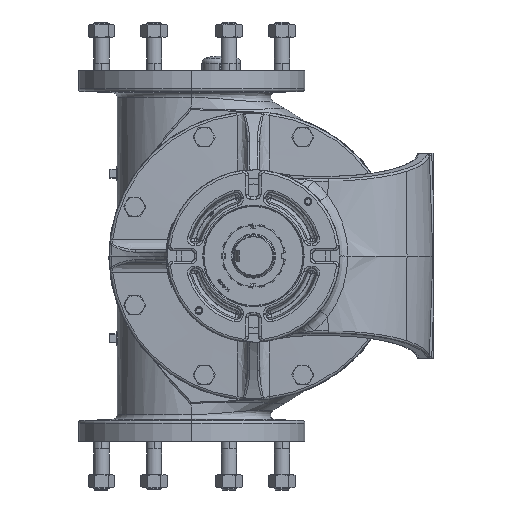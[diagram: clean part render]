
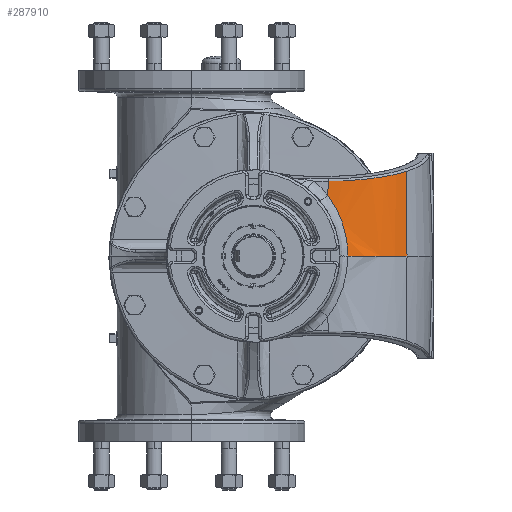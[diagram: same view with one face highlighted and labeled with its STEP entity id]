
A CAD part, left-side view. The second image highlights one B-rep face of the part: STEP entity #287910.
In plain terms, the highlighted free-form (B-spline) face has degree [1, 3] with [2, 4] control points.
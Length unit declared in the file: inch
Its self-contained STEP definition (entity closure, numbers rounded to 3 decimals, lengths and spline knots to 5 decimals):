
#1345 = CARTESIAN_POINT ( 'NONE',  ( -12.10908, -6.80637, 3.94325 ) ) ;
#2184 = CARTESIAN_POINT ( 'NONE',  ( -13.28693, -3.76719, 2.74713 ) ) ;
#2460 = CARTESIAN_POINT ( 'NONE',  ( -13.20282, -4.36745, 3.65723 ) ) ;
#3310 = CARTESIAN_POINT ( 'NONE',  ( -13.28565, -4.54632, 0.66072 ) ) ;
#7859 = VECTOR ( 'NONE', #33225, 39.37008 ) ;
#14071 = CARTESIAN_POINT ( 'NONE',  ( -13.3033, -4.58736, 0. ) ) ;
#14620 = B_SPLINE_CURVE_WITH_KNOTS ( 'NONE', 3,
 ( #53312, #260563, #2184, #183497, #28297, #209525, #54422, #235507, #80471, #261676, #106529, #287851, #132512, #313941, #158583, #3310, #184611, #29436, #210655, #55520 ),
 .UNSPECIFIED., .F., .F.,
 ( 4, 2, 2, 2, 2, 2, 2, 2, 2, 4 ),
 ( 0., 0.0101, 0.01515, 0.0202, 0.0404, 0.04545, 0.0505, 0.0606, 0.07069, 0.08079 ),
 .UNSPECIFIED. ) ;
#17664 = EDGE_CURVE ( 'NONE', #255883, #243467, #99819, .T. ) ;
#24442 = CARTESIAN_POINT ( 'NONE',  ( -13.24369, -5.12006, 4.13462 ) ) ;
#26147 = ORIENTED_EDGE ( 'NONE', *, *, #295996, .T. ) ;
#27440 = CARTESIAN_POINT ( 'NONE',  ( -12.43049, -6.37797, 3.8592 ) ) ;
#28297 = CARTESIAN_POINT ( 'NONE',  ( -13.28971, -3.90636, 2.5213 ) ) ;
#28566 = CARTESIAN_POINT ( 'NONE',  ( -13.23542, -4.09417, 3.6487 ) ) ;
#29436 = CARTESIAN_POINT ( 'NONE',  ( -13.29406, -4.58265, 0.26504 ) ) ;
#33225 = DIRECTION ( 'NONE',  ( 0.037, -0.033, 0.999 ) ) ;
#33856 =( BOUNDED_SURFACE ( )  B_SPLINE_SURFACE ( 1, 3, ( 
 ( #178522, #308940, #153600, #334987 ),
 ( #179615, #24442, #205636, #50543 ) ),
 .UNSPECIFIED., .F., .F., .F. ) 
 B_SPLINE_SURFACE_WITH_KNOTS ( ( 2, 2 ),
 ( 4, 4 ),
 ( 0., 1. ),
 ( 0., 1. ),
 .UNSPECIFIED. ) 
 GEOMETRIC_REPRESENTATION_ITEM ( )  RATIONAL_B_SPLINE_SURFACE ( (
 ( 1., 0.937, 0.937, 1.),
 ( 1., 0.937, 0.937, 1.) ) ) 
 REPRESENTATION_ITEM ( '' )  SURFACE ( )  );
#34307 = CARTESIAN_POINT ( 'NONE',  ( -13.20484, -3.68099, 5. ) ) ;
#37608 = CARTESIAN_POINT ( 'NONE',  ( -11.67274, -7.46265, 0. ) ) ;
#38593 = VERTEX_POINT ( 'NONE', #14071 ) ;
#38896 = EDGE_CURVE ( 'NONE', #243467, #158533, #99532, .T. ) ;
#49681 = FACE_OUTER_BOUND ( 'NONE', #67859, .T. ) ;
#50543 = CARTESIAN_POINT ( 'NONE',  ( -11.4703, -7.43413, 4.13462 ) ) ;
#50759 = CARTESIAN_POINT ( 'NONE',  ( -11.4715, -7.4343, 4.10996 ) ) ;
#53312 = CARTESIAN_POINT ( 'NONE',  ( -13.27969, -3.6136, 2.96318 ) ) ;
#53575 = CARTESIAN_POINT ( 'NONE',  ( -12.61722, -6.07035, 3.81037 ) ) ;
#54179 = CARTESIAN_POINT ( 'NONE',  ( -13.25468, -3.63611, 3.64366 ) ) ;
#54422 = CARTESIAN_POINT ( 'NONE',  ( -13.29021, -4.00327, 2.34821 ) ) ;
#54689 = CARTESIAN_POINT ( 'NONE',  ( -13.25263, -3.81957, 3.6442 ) ) ;
#55488 = CARTESIAN_POINT ( 'NONE',  ( -13.25468, -3.63611, 3.64366 ) ) ;
#55520 = CARTESIAN_POINT ( 'NONE',  ( -13.3033, -4.58736, 0. ) ) ;
#57668 = DIRECTION ( 'NONE',  ( 0., 0., 1. ) ) ;
#60211 = VERTEX_POINT ( 'NONE', #55488 ) ;
#67859 = EDGE_LOOP ( 'NONE', ( #163436, #237260, #151576, #217849, #174206, #26147 ) ) ;
#68719 = LINE ( 'NONE', #34307, #7859 ) ;
#78507 = CARTESIAN_POINT ( 'NONE',  ( -11.60765, -7.31876, 4.07436 ) ) ;
#79615 = CARTESIAN_POINT ( 'NONE',  ( -12.74502, -5.82955, 3.77695 ) ) ;
#80471 = CARTESIAN_POINT ( 'NONE',  ( -13.28643, -4.25671, 1.81213 ) ) ;
#80761 = CARTESIAN_POINT ( 'NONE',  ( -13.25468, -3.63611, 3.64367 ) ) ;
#89923 = CARTESIAN_POINT ( 'NONE',  ( -11.42793, -7.42816, 5. ) ) ;
#90522 = EDGE_CURVE ( 'NONE', #158533, #60211, #113976, .T. ) ;
#99532 = B_SPLINE_CURVE_WITH_KNOTS ( 'NONE', 3,
 ( #259718, #310822, #78507, #104551, #285887, #130564, #311951, #156596, #1345, #182654, #27440, #208660, #53575, #234656, #79615, #260832, #105671, #286983, #131643, #313091, #157720, #2460, #183768, #28566, #209785, #54689, #235795, #80761 ),
 .UNSPECIFIED., .F., .F.,
 ( 4, 2, 2, 2, 2, 2, 2, 2, 2, 2, 2, 2, 2, 4 ),
 ( 0.08057, 0.08745, 0.0909, 0.09434, 0.10812, 0.1219, 0.12879, 0.13568, 0.14946, 0.16323, 0.17012, 0.17701, 0.1839, 0.19079 ),
 .UNSPECIFIED. ) ;
#99819 = LINE ( 'NONE', #89923, #237508 ) ;
#101825 = CARTESIAN_POINT ( 'NONE',  ( -13.25468, -3.63611, 3.64366 ) ) ;
#102190 = AXIS2_PLACEMENT_3D ( 'NONE', #212769, #57668, #238767 ) ;
#104551 = CARTESIAN_POINT ( 'NONE',  ( -11.70683, -7.22732, 4.04843 ) ) ;
#105671 = CARTESIAN_POINT ( 'NONE',  ( -12.92944, -5.416, 3.72872 ) ) ;
#106529 = CARTESIAN_POINT ( 'NONE',  ( -13.28356, -4.37946, 1.4339 ) ) ;
#113976 = B_SPLINE_CURVE_WITH_KNOTS ( 'NONE', 3,
 ( #183270, #101825, #54179, #235285 ),
 .UNSPECIFIED., .F., .F.,
 ( 4, 4 ),
 ( 0., 0. ),
 .UNSPECIFIED. ) ;
#114863 = DIRECTION ( 'NONE',  ( 0.049, 0.007, 0.999 ) ) ;
#130564 = CARTESIAN_POINT ( 'NONE',  ( -11.80397, -7.13355, 4.02303 ) ) ;
#131643 = CARTESIAN_POINT ( 'NONE',  ( -13.09586, -4.90156, 3.6852 ) ) ;
#132512 = CARTESIAN_POINT ( 'NONE',  ( -13.28273, -4.43245, 1.24278 ) ) ;
#135298 = EDGE_CURVE ( 'NONE', #38593, #255883, #336454, .T. ) ;
#140196 = EDGE_CURVE ( 'NONE', #314410, #60211, #68719, .T. ) ;
#151576 = ORIENTED_EDGE ( 'NONE', *, *, #38896, .T. ) ;
#153600 = CARTESIAN_POINT ( 'NONE',  ( -12.82625, -6.44223, 0. ) ) ;
#155991 = CARTESIAN_POINT ( 'NONE',  ( -13.27969, -3.6136, 2.96318 ) ) ;
#156596 = CARTESIAN_POINT ( 'NONE',  ( -11.99184, -6.94108, 3.9739 ) ) ;
#157720 = CARTESIAN_POINT ( 'NONE',  ( -13.17281, -4.54736, 3.66508 ) ) ;
#158533 = VERTEX_POINT ( 'NONE', #309240 ) ;
#158583 = CARTESIAN_POINT ( 'NONE',  ( -13.28304, -4.50485, 0.92118 ) ) ;
#163436 = ORIENTED_EDGE ( 'NONE', *, *, #135298, .T. ) ;
#174206 = ORIENTED_EDGE ( 'NONE', *, *, #140196, .F. ) ;
#178522 = CARTESIAN_POINT ( 'NONE',  ( -13.3878, -3.48892, 0. ) ) ;
#179615 = CARTESIAN_POINT ( 'NONE',  ( -13.23658, -3.6265, 4.13462 ) ) ;
#182654 = CARTESIAN_POINT ( 'NONE',  ( -12.32841, -6.52481, 3.88589 ) ) ;
#183270 = CARTESIAN_POINT ( 'NONE',  ( -13.25468, -3.63611, 3.64367 ) ) ;
#183497 = CARTESIAN_POINT ( 'NONE',  ( -13.28924, -3.8724, 2.57833 ) ) ;
#183768 = CARTESIAN_POINT ( 'NONE',  ( -13.2154, -4.27652, 3.65394 ) ) ;
#184611 = CARTESIAN_POINT ( 'NONE',  ( -13.28779, -4.56193, 0.5295 ) ) ;
#205636 = CARTESIAN_POINT ( 'NONE',  ( -12.61518, -6.47496, 4.13462 ) ) ;
#208660 = CARTESIAN_POINT ( 'NONE',  ( -12.57199, -6.14842, 3.8222 ) ) ;
#209525 = CARTESIAN_POINT ( 'NONE',  ( -13.29019, -3.97178, 2.40627 ) ) ;
#209785 = CARTESIAN_POINT ( 'NONE',  ( -13.24287, -4.00268, 3.64676 ) ) ;
#210655 = CARTESIAN_POINT ( 'NONE',  ( -13.29816, -4.58769, 0.13259 ) ) ;
#212769 = CARTESIAN_POINT ( 'NONE',  ( -8.3, -3.65, 0. ) ) ;
#217849 = ORIENTED_EDGE ( 'NONE', *, *, #90522, .T. ) ;
#234656 = CARTESIAN_POINT ( 'NONE',  ( -12.70369, -5.91102, 3.78776 ) ) ;
#235285 = CARTESIAN_POINT ( 'NONE',  ( -13.25468, -3.63611, 3.64366 ) ) ;
#235507 = CARTESIAN_POINT ( 'NONE',  ( -13.28948, -4.15471, 2.05519 ) ) ;
#235795 = CARTESIAN_POINT ( 'NONE',  ( -13.25494, -3.7279, 3.6436 ) ) ;
#237260 = ORIENTED_EDGE ( 'NONE', *, *, #17664, .T. ) ;
#237508 = VECTOR ( 'NONE', #114863, 39.37008 ) ;
#238767 = DIRECTION ( 'NONE',  ( 1., 0., 0. ) ) ;
#243467 = VERTEX_POINT ( 'NONE', #50759 ) ;
#255883 = VERTEX_POINT ( 'NONE', #37608 ) ;
#259718 = CARTESIAN_POINT ( 'NONE',  ( -11.4715, -7.4343, 4.10996 ) ) ;
#260563 = CARTESIAN_POINT ( 'NONE',  ( -13.2842, -3.69264, 2.85668 ) ) ;
#260832 = CARTESIAN_POINT ( 'NONE',  ( -12.86144, -5.58333, 3.7465 ) ) ;
#261676 = CARTESIAN_POINT ( 'NONE',  ( -13.28399, -4.36003, 1.49737 ) ) ;
#285887 = CARTESIAN_POINT ( 'NONE',  ( -11.73957, -7.19629, 4.03987 ) ) ;
#286983 = CARTESIAN_POINT ( 'NONE',  ( -13.04665, -5.07511, 3.69807 ) ) ;
#287851 = CARTESIAN_POINT ( 'NONE',  ( -13.28293, -4.41565, 1.30666 ) ) ;
#287910 = ADVANCED_FACE ( 'NONE', ( #49681 ), #33856, .F. ) ;
#295996 = EDGE_CURVE ( 'NONE', #314410, #38593, #14620, .T. ) ;
#308940 = CARTESIAN_POINT ( 'NONE',  ( -13.43654, -5.02823, 0. ) ) ;
#309240 = CARTESIAN_POINT ( 'NONE',  ( -13.25468, -3.63611, 3.64367 ) ) ;
#310822 = CARTESIAN_POINT ( 'NONE',  ( -11.54022, -7.37757, 4.09199 ) ) ;
#311951 = CARTESIAN_POINT ( 'NONE',  ( -11.83568, -7.1018, 4.01474 ) ) ;
#313091 = CARTESIAN_POINT ( 'NONE',  ( -13.15537, -4.6365, 3.66964 ) ) ;
#313941 = CARTESIAN_POINT ( 'NONE',  ( -13.28256, -4.47897, 1.05042 ) ) ;
#314410 = VERTEX_POINT ( 'NONE', #155991 ) ;
#334987 = CARTESIAN_POINT ( 'NONE',  ( -11.67274, -7.46265, 0. ) ) ;
#336454 = CIRCLE ( 'NONE', #102190, 5.09035 ) ;
